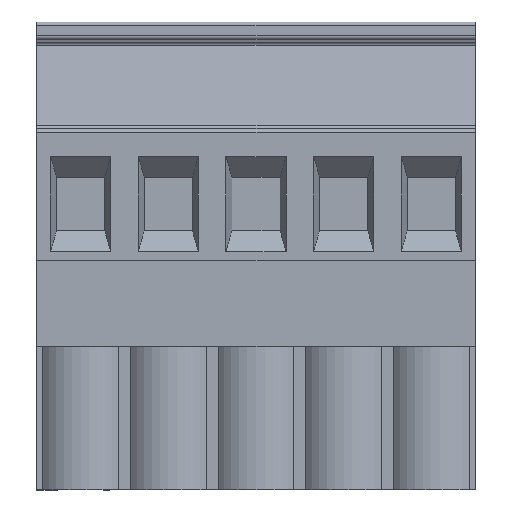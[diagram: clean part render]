
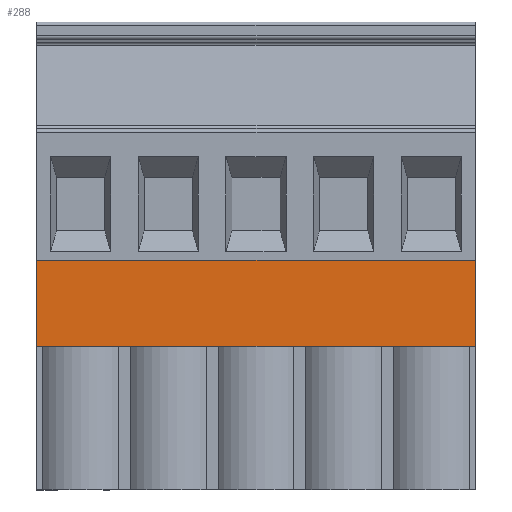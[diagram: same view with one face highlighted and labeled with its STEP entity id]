
A CAD part, top view. The second image highlights one B-rep face of the part: STEP entity #288.
In plain terms, the highlighted planar face has unit normal (0, 0, 1).
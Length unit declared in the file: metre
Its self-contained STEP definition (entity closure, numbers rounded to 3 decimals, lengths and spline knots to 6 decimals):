
#288=ADVANCED_FACE('',(#757),#758,.F.);
#757=FACE_OUTER_BOUND('',#1422,.T.);
#758=PLANE('',#1423);
#1422=EDGE_LOOP('',(#2270,#2271,#2272,#2273));
#1423=AXIS2_PLACEMENT_3D('',#2274,#2275,#2276);
#2270=ORIENTED_EDGE('',*,*,#4040,.F.);
#2271=ORIENTED_EDGE('',*,*,#4041,.F.);
#2272=ORIENTED_EDGE('',*,*,#3909,.T.);
#2273=ORIENTED_EDGE('',*,*,#4042,.T.);
#2274=CARTESIAN_POINT('',(-0.01016,0.004997,0.));
#2275=DIRECTION('',(0.,0.,-1.0));
#2276=DIRECTION('',(0.0,-1.0,0.));
#3909=EDGE_CURVE('',#4671,#4672,#4673,.T.);
#4040=EDGE_CURVE('',#4907,#4908,#4909,.T.);
#4041=EDGE_CURVE('',#4671,#4907,#4910,.T.);
#4042=EDGE_CURVE('',#4672,#4908,#4911,.T.);
#4671=VERTEX_POINT('',#5767);
#4672=VERTEX_POINT('',#5768);
#4673=LINE('',#5769,#5770);
#4907=VERTEX_POINT('',#6110);
#4908=VERTEX_POINT('',#6111);
#4909=LINE('',#6112,#6113);
#4910=LINE('',#6114,#6115);
#4911=LINE('',#6116,#6117);
#5767=CARTESIAN_POINT('',(0.0,0.,0.));
#5768=CARTESIAN_POINT('',(0.0254,0.0,0.));
#5769=CARTESIAN_POINT('',(-0.01016,0.,0.));
#5770=VECTOR('',#7159,1.0);
#6110=CARTESIAN_POINT('',(0.0,0.005,0.));
#6111=CARTESIAN_POINT('',(0.0254,0.005,0.));
#6112=CARTESIAN_POINT('',(-0.01016,0.005,0.));
#6113=VECTOR('',#7333,1.0);
#6114=CARTESIAN_POINT('',(0.0,0.004997,0.));
#6115=VECTOR('',#7334,1.0);
#6116=CARTESIAN_POINT('',(0.0254,0.004997,0.));
#6117=VECTOR('',#7335,1.0);
#7159=DIRECTION('',(1.0,0.,0.));
#7333=DIRECTION('',(1.0,0.,0.));
#7334=DIRECTION('',(0.,1.0,0.));
#7335=DIRECTION('',(0.,1.0,0.));
